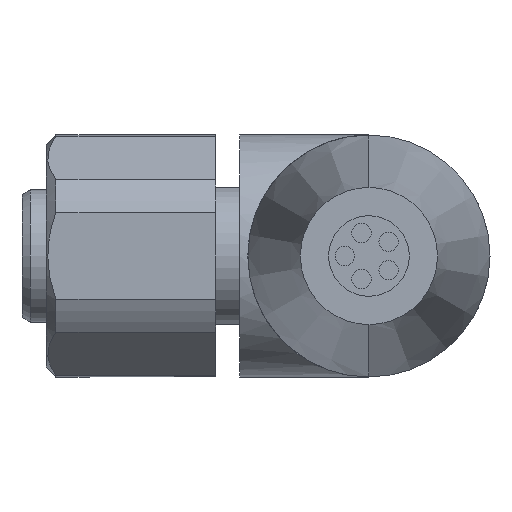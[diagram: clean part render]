
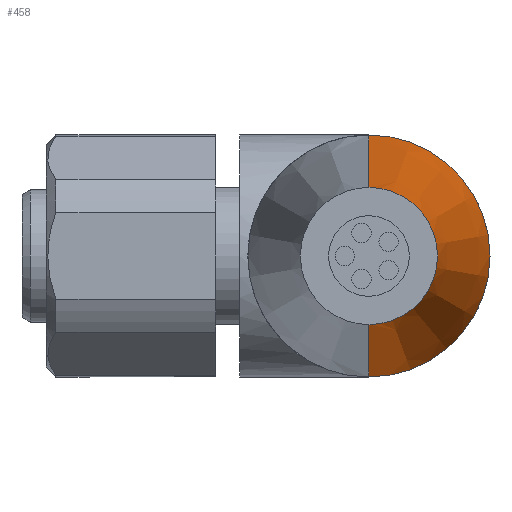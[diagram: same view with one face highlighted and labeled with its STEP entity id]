
A CAD part, left-side view. The second image highlights one B-rep face of the part: STEP entity #458.
In plain terms, the highlighted conical face has half-angle 9.23 degrees and reference radius 4.25 mm.
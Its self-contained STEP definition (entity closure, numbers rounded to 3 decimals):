
#82 = DIRECTION ( 'NONE',  ( 0.987, 0., 0.16 ) ) ;
#86 = CARTESIAN_POINT ( 'NONE',  ( 319.244, 13.88, 2.434 ) ) ;
#91 = FACE_OUTER_BOUND ( 'NONE', #166, .T. ) ;
#136 = ORIENTED_EDGE ( 'NONE', *, *, #1644, .F. ) ;
#166 = EDGE_LOOP ( 'NONE', ( #136, #1799, #1765, #330 ) ) ;
#193 = CIRCLE ( 'NONE', #930, 7.5 ) ;
#194 = DIRECTION ( 'NONE',  ( 1., 0., 0. ) ) ;
#272 = LINE ( 'NONE', #601, #669 ) ;
#308 = DIRECTION ( 'NONE',  ( 0., 0., 1. ) ) ;
#324 = VERTEX_POINT ( 'NONE', #466 ) ;
#329 = CIRCLE ( 'NONE', #2012, 4.25 ) ;
#330 = ORIENTED_EDGE ( 'NONE', *, *, #962, .T. ) ;
#458 = ADVANCED_FACE ( 'NONE', ( #91 ), #800, .T. ) ;
#466 = CARTESIAN_POINT ( 'NONE',  ( 299.244, 13.88, -1.816 ) ) ;
#600 = EDGE_CURVE ( 'NONE', #324, #1087, #329, .T. ) ;
#601 = CARTESIAN_POINT ( 'NONE',  ( 299.244, 13.88, 6.684 ) ) ;
#669 = VECTOR ( 'NONE', #82, 1000. ) ;
#800 = CONICAL_SURFACE ( 'NONE', #1705, 4.25, 0.161 ) ;
#880 = EDGE_CURVE ( 'NONE', #324, #2079, #1154, .T. ) ;
#930 = AXIS2_PLACEMENT_3D ( 'NONE', #86, #1418, #1072 ) ;
#962 = EDGE_CURVE ( 'NONE', #2079, #1770, #193, .T. ) ;
#1072 = DIRECTION ( 'NONE',  ( 0., 0., 1. ) ) ;
#1087 = VERTEX_POINT ( 'NONE', #1755 ) ;
#1139 = CARTESIAN_POINT ( 'NONE',  ( 299.244, 13.88, 2.434 ) ) ;
#1154 = LINE ( 'NONE', #1561, #1546 ) ;
#1197 = DIRECTION ( 'NONE',  ( 0.987, 0., -0.16 ) ) ;
#1223 = DIRECTION ( 'NONE',  ( 0., 0., -1. ) ) ;
#1418 = DIRECTION ( 'NONE',  ( -1., 0., 0. ) ) ;
#1546 = VECTOR ( 'NONE', #1197, 1000. ) ;
#1561 = CARTESIAN_POINT ( 'NONE',  ( 299.244, 13.88, -1.816 ) ) ;
#1644 = EDGE_CURVE ( 'NONE', #1087, #1770, #272, .T. ) ;
#1705 = AXIS2_PLACEMENT_3D ( 'NONE', #2043, #194, #1223 ) ;
#1755 = CARTESIAN_POINT ( 'NONE',  ( 299.244, 13.88, 6.684 ) ) ;
#1765 = ORIENTED_EDGE ( 'NONE', *, *, #880, .T. ) ;
#1770 = VERTEX_POINT ( 'NONE', #2082 ) ;
#1799 = ORIENTED_EDGE ( 'NONE', *, *, #600, .F. ) ;
#1831 = DIRECTION ( 'NONE',  ( -1., 0., 0. ) ) ;
#1877 = CARTESIAN_POINT ( 'NONE',  ( 319.244, 13.88, -5.066 ) ) ;
#2012 = AXIS2_PLACEMENT_3D ( 'NONE', #1139, #1831, #308 ) ;
#2043 = CARTESIAN_POINT ( 'NONE',  ( 299.244, 13.88, 2.434 ) ) ;
#2079 = VERTEX_POINT ( 'NONE', #1877 ) ;
#2082 = CARTESIAN_POINT ( 'NONE',  ( 319.244, 13.88, 9.934 ) ) ;
